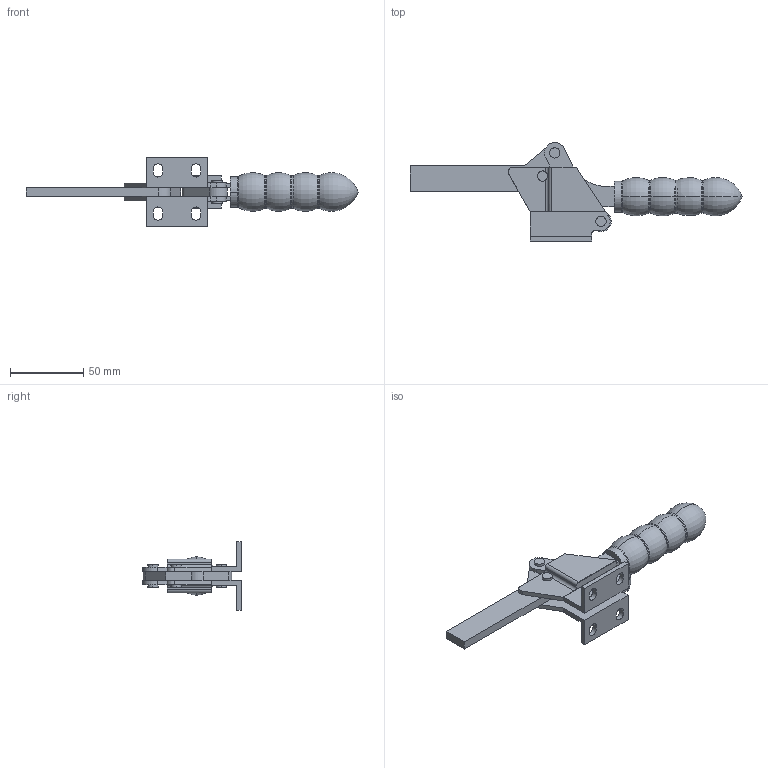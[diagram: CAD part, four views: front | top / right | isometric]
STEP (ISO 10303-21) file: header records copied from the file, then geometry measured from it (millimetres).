
FILE_DESCRIPTION( ( '' ), '1' );
FILE_NAME( 'K0076.0250 (GESCHLOSSEN).stp', '2012-10-30T09:48:36', ( '' ), ( '' ), ' ', ' ', ' ' );
FILE_SCHEMA( ( 'CONFIG_CONTROL_DESIGN' ) );
Length unit declared in the file: millimetre
Products named in the file (1): 1
Bounding box: 226.54 x 67.3 x 47 mm (x, y, z)
Volume: 81182.5 mm3; surface area: 30547.8 mm2
Topology: 1 solids, 1 shells, 163 faces, 468 edges, 306 vertices
Faces by surface type: plane 89, cylinder 52, torus 22
Entity records: 5515 total; most frequent: CARTESIAN_POINT 1040, DIRECTION 949, ORIENTED_EDGE 932, EDGE_CURVE 466, AXIS2_PLACEMENT_3D 327, VERTEX_POINT 306, LINE 295, VECTOR 295
